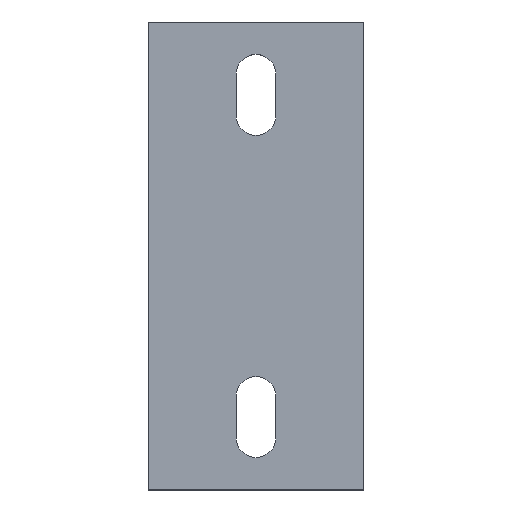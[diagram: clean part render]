
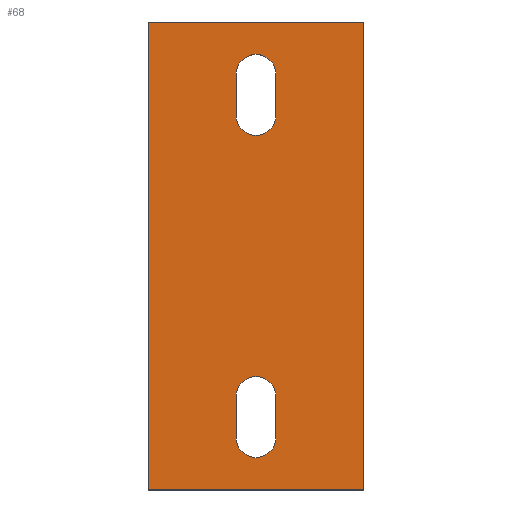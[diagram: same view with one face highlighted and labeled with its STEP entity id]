
A CAD part, top view. The second image highlights one B-rep face of the part: STEP entity #68.
In plain terms, the highlighted planar face has unit normal (0, 0, 1).
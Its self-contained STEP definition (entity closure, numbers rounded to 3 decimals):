
#68=ADVANCED_FACE('',(#170,#171,#172),#173,.T.);
#170=FACE_OUTER_BOUND('',#307,.T.);
#171=FACE_BOUND('',#308,.T.);
#172=FACE_BOUND('',#309,.T.);
#173=PLANE('',#310);
#307=EDGE_LOOP('',(#443,#444,#445,#446));
#308=EDGE_LOOP('',(#447,#448,#449,#450));
#309=EDGE_LOOP('',(#451,#452,#453,#454));
#310=AXIS2_PLACEMENT_3D('',#455,#456,#457);
#443=ORIENTED_EDGE('',*,*,#848,.F.);
#444=ORIENTED_EDGE('',*,*,#849,.F.);
#445=ORIENTED_EDGE('',*,*,#850,.F.);
#446=ORIENTED_EDGE('',*,*,#851,.F.);
#447=ORIENTED_EDGE('',*,*,#852,.T.);
#448=ORIENTED_EDGE('',*,*,#853,.T.);
#449=ORIENTED_EDGE('',*,*,#854,.T.);
#450=ORIENTED_EDGE('',*,*,#855,.T.);
#451=ORIENTED_EDGE('',*,*,#856,.T.);
#452=ORIENTED_EDGE('',*,*,#857,.T.);
#453=ORIENTED_EDGE('',*,*,#858,.T.);
#454=ORIENTED_EDGE('',*,*,#859,.T.);
#455=CARTESIAN_POINT('',(2704.719,137.646,18250.631));
#456=DIRECTION('',(0.,0.,1.));
#457=DIRECTION('',(1.,0.,0.));
#848=EDGE_CURVE('',#1014,#1015,#1016,.T.);
#849=EDGE_CURVE('',#1017,#1014,#1018,.T.);
#850=EDGE_CURVE('',#1019,#1017,#1020,.T.);
#851=EDGE_CURVE('',#1015,#1019,#1021,.T.);
#852=EDGE_CURVE('',#1022,#1023,#1024,.T.);
#853=EDGE_CURVE('',#1023,#1025,#1026,.T.);
#854=EDGE_CURVE('',#1025,#1027,#1028,.T.);
#855=EDGE_CURVE('',#1027,#1022,#1029,.T.);
#856=EDGE_CURVE('',#1030,#1031,#1032,.T.);
#857=EDGE_CURVE('',#1031,#1033,#1034,.T.);
#858=EDGE_CURVE('',#1033,#1035,#1036,.T.);
#859=EDGE_CURVE('',#1035,#1030,#1037,.T.);
#1014=VERTEX_POINT('',#1258);
#1015=VERTEX_POINT('',#1259);
#1016=LINE('',#1260,#1261);
#1017=VERTEX_POINT('',#1262);
#1018=LINE('',#1263,#1264);
#1019=VERTEX_POINT('',#1265);
#1020=LINE('',#1266,#1267);
#1021=LINE('',#1268,#1269);
#1022=VERTEX_POINT('',#1270);
#1023=VERTEX_POINT('',#1271);
#1024=CIRCLE('',#1272,11.);
#1025=VERTEX_POINT('',#1273);
#1026=LINE('',#1274,#1275);
#1027=VERTEX_POINT('',#1276);
#1028=CIRCLE('',#1277,11.);
#1029=LINE('',#1278,#1279);
#1030=VERTEX_POINT('',#1280);
#1031=VERTEX_POINT('',#1281);
#1032=CIRCLE('',#1282,11.);
#1033=VERTEX_POINT('',#1283);
#1034=LINE('',#1284,#1285);
#1035=VERTEX_POINT('',#1286);
#1036=CIRCLE('',#1287,11.);
#1037=LINE('',#1288,#1289);
#1258=CARTESIAN_POINT('',(2764.719,7.646,18250.631));
#1259=CARTESIAN_POINT('',(2644.719,7.646,18250.631));
#1260=CARTESIAN_POINT('',(2644.719,7.646,18250.631));
#1261=VECTOR('',#1584,1.);
#1262=CARTESIAN_POINT('',(2764.719,267.646,18250.631));
#1263=CARTESIAN_POINT('',(2764.719,7.646,18250.631));
#1264=VECTOR('',#1585,1.);
#1265=CARTESIAN_POINT('',(2644.719,267.646,18250.631));
#1266=CARTESIAN_POINT('',(2764.719,267.646,18250.631));
#1267=VECTOR('',#1586,1.);
#1268=CARTESIAN_POINT('',(2644.719,267.646,18250.631));
#1269=VECTOR('',#1587,1.);
#1270=CARTESIAN_POINT('',(2715.719,215.646,18250.631));
#1271=CARTESIAN_POINT('',(2693.719,215.646,18250.631));
#1272=AXIS2_PLACEMENT_3D('',#1588,#1589,#1590);
#1273=CARTESIAN_POINT('',(2693.719,238.646,18250.631));
#1274=CARTESIAN_POINT('',(2693.719,188.146,18250.631));
#1275=VECTOR('',#1591,1.);
#1276=CARTESIAN_POINT('',(2715.719,238.646,18250.631));
#1277=AXIS2_PLACEMENT_3D('',#1592,#1593,#1594);
#1278=CARTESIAN_POINT('',(2715.719,176.646,18250.631));
#1279=VECTOR('',#1595,1.);
#1280=CARTESIAN_POINT('',(2715.719,36.646,18250.631));
#1281=CARTESIAN_POINT('',(2693.719,36.646,18250.631));
#1282=AXIS2_PLACEMENT_3D('',#1596,#1597,#1598);
#1283=CARTESIAN_POINT('',(2693.719,59.646,18250.631));
#1284=CARTESIAN_POINT('',(2693.719,98.646,18250.631));
#1285=VECTOR('',#1599,1.);
#1286=CARTESIAN_POINT('',(2715.719,59.646,18250.631));
#1287=AXIS2_PLACEMENT_3D('',#1600,#1601,#1602);
#1288=CARTESIAN_POINT('',(2715.719,87.146,18250.631));
#1289=VECTOR('',#1603,1.);
#1584=DIRECTION('',(-1.,0.,0.));
#1585=DIRECTION('',(0.,-1.,0.));
#1586=DIRECTION('',(1.,0.,0.));
#1587=DIRECTION('',(0.,1.,0.));
#1588=CARTESIAN_POINT('',(2704.719,215.646,18250.631));
#1589=DIRECTION('',(0.,0.,-1.));
#1590=DIRECTION('',(0.,1.,0.));
#1591=DIRECTION('',(0.,1.,0.));
#1592=CARTESIAN_POINT('',(2704.719,238.646,18250.631));
#1593=DIRECTION('',(0.,0.,-1.));
#1594=DIRECTION('',(0.,1.,0.));
#1595=DIRECTION('',(0.,-1.,0.));
#1596=CARTESIAN_POINT('',(2704.719,36.646,18250.631));
#1597=DIRECTION('',(0.,0.,-1.));
#1598=DIRECTION('',(0.,1.,0.));
#1599=DIRECTION('',(0.,1.,0.));
#1600=CARTESIAN_POINT('',(2704.719,59.646,18250.631));
#1601=DIRECTION('',(0.,0.,-1.));
#1602=DIRECTION('',(0.,1.,0.));
#1603=DIRECTION('',(0.,-1.,0.));
